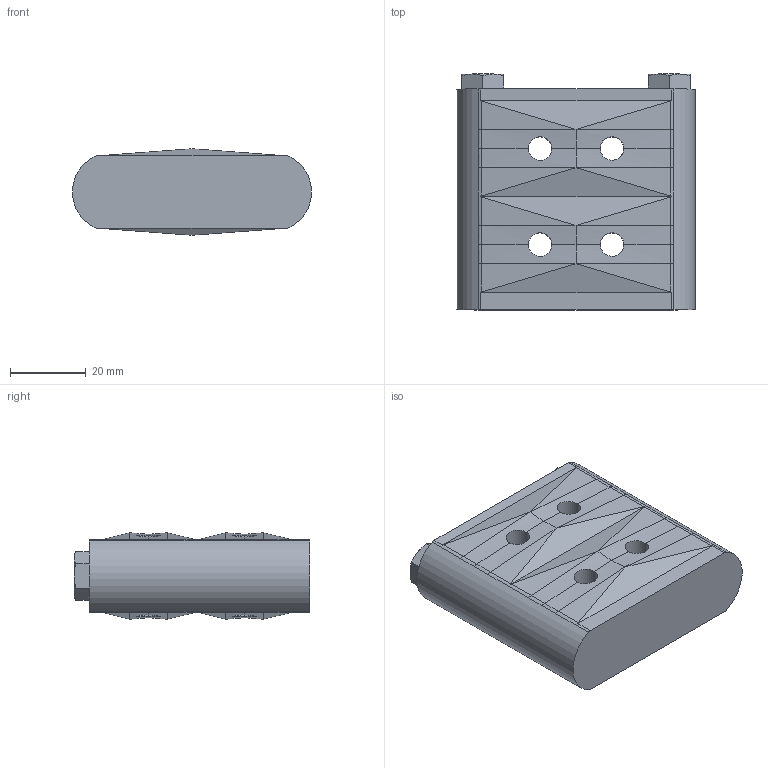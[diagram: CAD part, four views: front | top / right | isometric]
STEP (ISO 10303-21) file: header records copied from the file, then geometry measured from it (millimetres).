
FILE_DESCRIPTION (( 'STEP AP214' ), '1' );
FILE_NAME ('CSDWD0.25T2 2 304SA.STEP', '2023-06-03T15:53:16', ( '' ), ( '' ), 'SwSTEP 2.0', 'SolidWorks 2018', '' );
FILE_SCHEMA (( 'AUTOMOTIVE_DESIGN' ));
Length unit declared in the file: inch
Products named in the file (1): CSDWD0.25T2 2 304SA
Bounding box: 63.17 x 62.39 x 22.86 mm (x, y, z)
Volume: 68507.1 mm3; surface area: 12786.9 mm2
Topology: 1 solids, 1 shells, 112 faces, 274 edges, 158 vertices
Faces by surface type: plane 44, bspline 32, cylinder 22, cone 14
Entity records: 4272 total; most frequent: CARTESIAN_POINT 1977, ORIENTED_EDGE 548, DIRECTION 342, EDGE_CURVE 274, VERTEX_POINT 158, VECTOR 128, LINE 128, EDGE_LOOP 114
